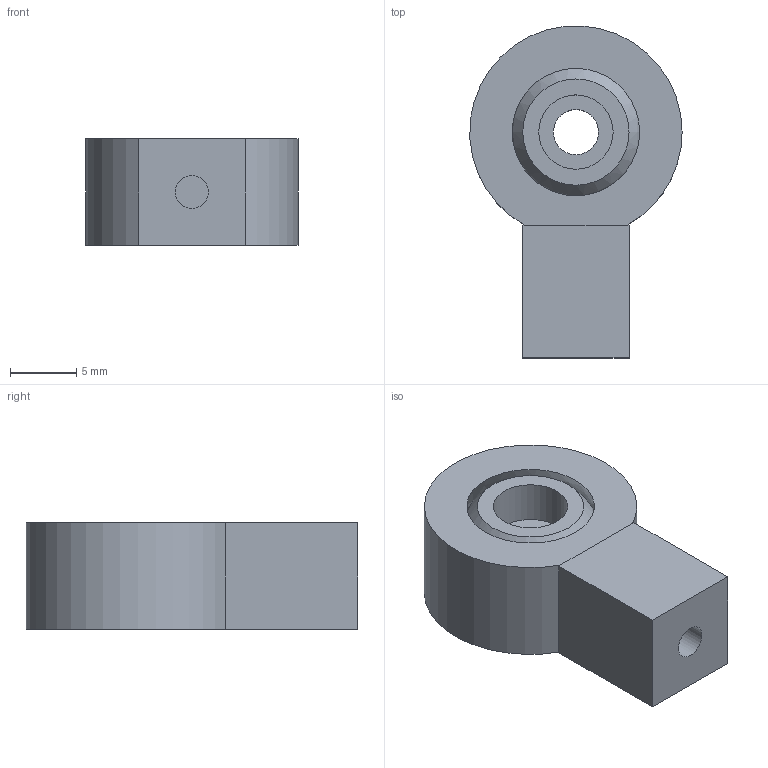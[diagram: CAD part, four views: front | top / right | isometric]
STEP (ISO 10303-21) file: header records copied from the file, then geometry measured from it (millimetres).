
FILE_DESCRIPTION(('FreeCAD Model'),'2;1');
FILE_NAME('Rotule_Type1_Prussa.step','2015-11-25T22:42:46',('Author'),(''), 'Open CASCADE STEP processor 6.8','FreeCAD','Unknown');
FILE_SCHEMA(('AUTOMOTIVE_DESIGN_CC2 { 1 2 10303 214 -1 1 5 4 }'));
Length unit declared in the file: millimetre
Products named in the file (3): ASSEMBLY; Fillet; Fillet001
Assembly tree (2 placements, depth 2):
  ASSEMBLY
    Fillet
    Fillet001
Bounding box: 15.99 x 24.99 x 8 mm (x, y, z)
Volume: 1839.5 mm3; surface area: 1782.1 mm2
Topology: 2 solids, 2 shells, 22 faces, 42 edges, 26 vertices
Faces by surface type: plane 13, cylinder 5, sphere 2, bspline 2
Full cylindrical faces by diameter (mm): 2.5 x1, 3.4 x1, 5.6 x1
Entity records: 1380 total; most frequent: CARTESIAN_POINT 435, DIRECTION 169, ORIENTED_EDGE 84, PCURVE 84, DEFINITIONAL_REPRESENTATION 84, LINE 84, VECTOR 84, EDGE_CURVE 42
